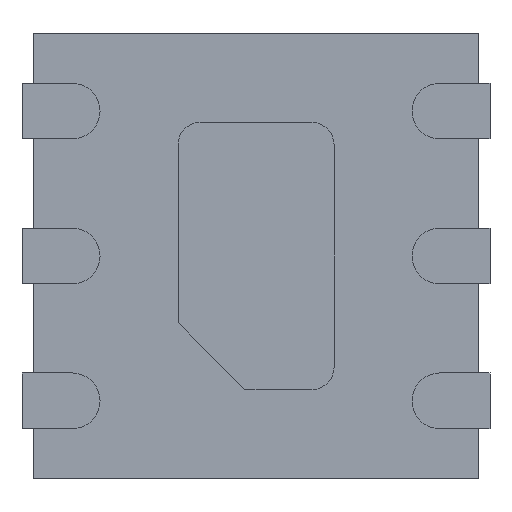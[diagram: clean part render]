
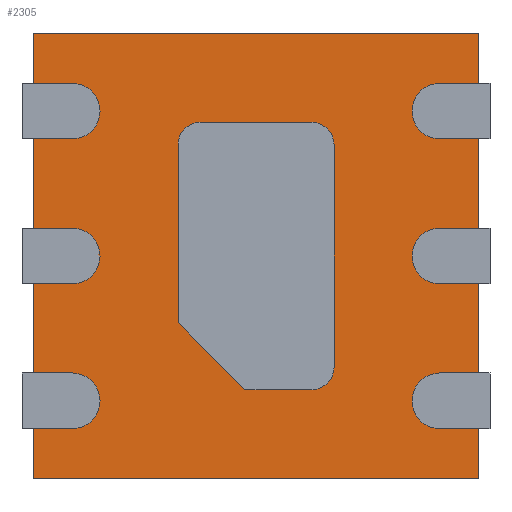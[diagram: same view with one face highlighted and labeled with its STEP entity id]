
A CAD part, front view. The second image highlights one B-rep face of the part: STEP entity #2305.
In plain terms, the highlighted planar face has unit normal (0, -1, 0).
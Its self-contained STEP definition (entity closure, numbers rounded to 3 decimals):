
#2148 = CARTESIAN_POINT ( 'NONE',  ( 1., 0.05, -1. ) ) ;
#2149 = VERTEX_POINT ( 'NONE', #2148 ) ;
#2150 = CARTESIAN_POINT ( 'NONE',  ( -1., 0.05, -1. ) ) ;
#2151 = VERTEX_POINT ( 'NONE', #2150 ) ;
#2152 = CARTESIAN_POINT ( 'NONE',  ( -1., 0.05, -1. ) ) ;
#2153 = DIRECTION ( 'NONE',  ( -1., 0., 0. ) ) ;
#2154 = VECTOR ( 'NONE', #2153, 1000. ) ;
#2155 = LINE ( 'NONE', #2152, #2154 ) ;
#2156 = EDGE_CURVE ( 'NONE', #2149, #2151, #2155, .T. ) ;
#2188 = CARTESIAN_POINT ( 'NONE',  ( -1., 0.05, 1. ) ) ;
#2189 = VERTEX_POINT ( 'NONE', #2188 ) ;
#2190 = CARTESIAN_POINT ( 'NONE',  ( -1., 0.05, 1. ) ) ;
#2191 = DIRECTION ( 'NONE',  ( 0., 0., 1. ) ) ;
#2192 = VECTOR ( 'NONE', #2191, 1000. ) ;
#2193 = LINE ( 'NONE', #2190, #2192 ) ;
#2194 = EDGE_CURVE ( 'NONE', #2151, #2189, #2193, .T. ) ;
#2219 = CARTESIAN_POINT ( 'NONE',  ( 1., 0.05, 1. ) ) ;
#2220 = VERTEX_POINT ( 'NONE', #2219 ) ;
#2221 = CARTESIAN_POINT ( 'NONE',  ( -1., 0.05, 1. ) ) ;
#2222 = DIRECTION ( 'NONE',  ( 1., 0., 0. ) ) ;
#2223 = VECTOR ( 'NONE', #2222, 1000. ) ;
#2224 = LINE ( 'NONE', #2221, #2223 ) ;
#2225 = EDGE_CURVE ( 'NONE', #2189, #2220, #2224, .T. ) ;
#2250 = CARTESIAN_POINT ( 'NONE',  ( 1., 0.05, 1. ) ) ;
#2251 = DIRECTION ( 'NONE',  ( 0., 0., -1. ) ) ;
#2252 = VECTOR ( 'NONE', #2251, 1000. ) ;
#2253 = LINE ( 'NONE', #2250, #2252 ) ;
#2254 = EDGE_CURVE ( 'NONE', #2220, #2149, #2253, .T. ) ;
#2294 = ORIENTED_EDGE ( 'NONE', *, *, #2156, .F. ) ;
#2295 = ORIENTED_EDGE ( 'NONE', *, *, #2254, .F. ) ;
#2296 = ORIENTED_EDGE ( 'NONE', *, *, #2225, .F. ) ;
#2297 = ORIENTED_EDGE ( 'NONE', *, *, #2194, .F. ) ;
#2298 = EDGE_LOOP ( 'NONE', ( #2294, #2295, #2296, #2297 ) ) ;
#2299 = FACE_OUTER_BOUND ( 'NONE', #2298, .T. ) ;
#2300 = CARTESIAN_POINT ( 'NONE',  ( 0., 0.05, 0. ) ) ;
#2301 = DIRECTION ( 'NONE',  ( 0., 1., 0. ) ) ;
#2302 = DIRECTION ( 'NONE',  ( -1., 0., 0. ) ) ;
#2303 = AXIS2_PLACEMENT_3D ( 'NONE', #2300, #2301, #2302 ) ;
#2304 = PLANE ( 'NONE', #2303 ) ;
#2305 = ADVANCED_FACE ( 'NONE', ( #2299 ), #2304, .F. ) ;
